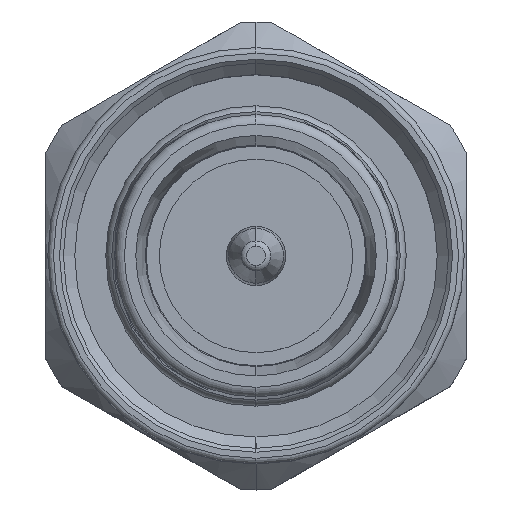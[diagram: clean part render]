
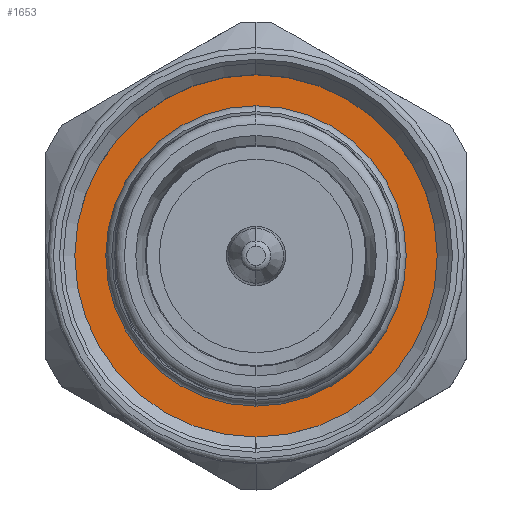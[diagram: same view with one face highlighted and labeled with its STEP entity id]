
A CAD part, top view. The second image highlights one B-rep face of the part: STEP entity #1653.
In plain terms, the highlighted face is planar.
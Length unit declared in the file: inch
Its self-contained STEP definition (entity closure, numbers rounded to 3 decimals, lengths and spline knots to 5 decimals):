
#393 = EDGE_LOOP ( 'NONE', ( #7068, #8188 ) ) ;
#540 = DIRECTION ( 'NONE',  ( -1., 0., 0. ) ) ;
#589 = CIRCLE ( 'NONE', #5448, 0.29729 ) ;
#1192 = CARTESIAN_POINT ( 'NONE',  ( 0.33143, 0., 0. ) ) ;
#1334 = DIRECTION ( 'NONE',  ( 1., 0., 0. ) ) ;
#1653 = ADVANCED_FACE ( 'NONE', ( #2811, #1974 ), #4081, .F. ) ;
#1974 = FACE_OUTER_BOUND ( 'NONE', #393, .T. ) ;
#2007 = CARTESIAN_POINT ( 'NONE',  ( 0.33143, -0.37364, 0. ) ) ;
#2222 = EDGE_CURVE ( 'NONE', #7191, #6794, #7306, .T. ) ;
#2269 = EDGE_CURVE ( 'NONE', #6626, #6863, #8405, .T. ) ;
#2551 = EDGE_CURVE ( 'NONE', #6863, #6626, #7163, .T. ) ;
#2568 = ORIENTED_EDGE ( 'NONE', *, *, #2222, .F. ) ;
#2724 = CARTESIAN_POINT ( 'NONE',  ( 0.33143, 0., 0. ) ) ;
#2811 = FACE_BOUND ( 'NONE', #5337, .T. ) ;
#3112 = CARTESIAN_POINT ( 'NONE',  ( 0.33143, 0., 0. ) ) ;
#3508 = ORIENTED_EDGE ( 'NONE', *, *, #7328, .F. ) ;
#3850 = DIRECTION ( 'NONE',  ( 0., -1., 0. ) ) ;
#3991 = AXIS2_PLACEMENT_3D ( 'NONE', #8481, #5189, #3850 ) ;
#4081 = PLANE ( 'NONE',  #8246 ) ;
#4670 = DIRECTION ( 'NONE',  ( 0., 1., 0. ) ) ;
#5105 = CARTESIAN_POINT ( 'NONE',  ( 0.33143, 0., 0. ) ) ;
#5189 = DIRECTION ( 'NONE',  ( -1., 0., 0. ) ) ;
#5219 = AXIS2_PLACEMENT_3D ( 'NONE', #3112, #5757, #7012 ) ;
#5337 = EDGE_LOOP ( 'NONE', ( #2568, #3508 ) ) ;
#5448 = AXIS2_PLACEMENT_3D ( 'NONE', #5105, #8402, #5801 ) ;
#5744 = DIRECTION ( 'NONE',  ( 0., -1., 0. ) ) ;
#5757 = DIRECTION ( 'NONE',  ( -1., 0., 0. ) ) ;
#5801 = DIRECTION ( 'NONE',  ( 0., -1., 0. ) ) ;
#6205 = CARTESIAN_POINT ( 'NONE',  ( 0.33143, -0.29729, 0. ) ) ;
#6331 = CARTESIAN_POINT ( 'NONE',  ( 0.33143, 0.37364, 0. ) ) ;
#6337 = AXIS2_PLACEMENT_3D ( 'NONE', #1192, #540, #5744 ) ;
#6366 = CARTESIAN_POINT ( 'NONE',  ( 0.33143, 0.29729, 0. ) ) ;
#6626 = VERTEX_POINT ( 'NONE', #2007 ) ;
#6794 = VERTEX_POINT ( 'NONE', #6366 ) ;
#6863 = VERTEX_POINT ( 'NONE', #6331 ) ;
#7012 = DIRECTION ( 'NONE',  ( 0., -1., 0. ) ) ;
#7068 = ORIENTED_EDGE ( 'NONE', *, *, #2269, .T. ) ;
#7163 = CIRCLE ( 'NONE', #6337, 0.37364 ) ;
#7191 = VERTEX_POINT ( 'NONE', #6205 ) ;
#7306 = CIRCLE ( 'NONE', #5219, 0.29729 ) ;
#7328 = EDGE_CURVE ( 'NONE', #6794, #7191, #589, .T. ) ;
#8188 = ORIENTED_EDGE ( 'NONE', *, *, #2551, .T. ) ;
#8246 = AXIS2_PLACEMENT_3D ( 'NONE', #2724, #1334, #4670 ) ;
#8402 = DIRECTION ( 'NONE',  ( -1., 0., 0. ) ) ;
#8405 = CIRCLE ( 'NONE', #3991, 0.37364 ) ;
#8481 = CARTESIAN_POINT ( 'NONE',  ( 0.33143, 0., 0. ) ) ;
